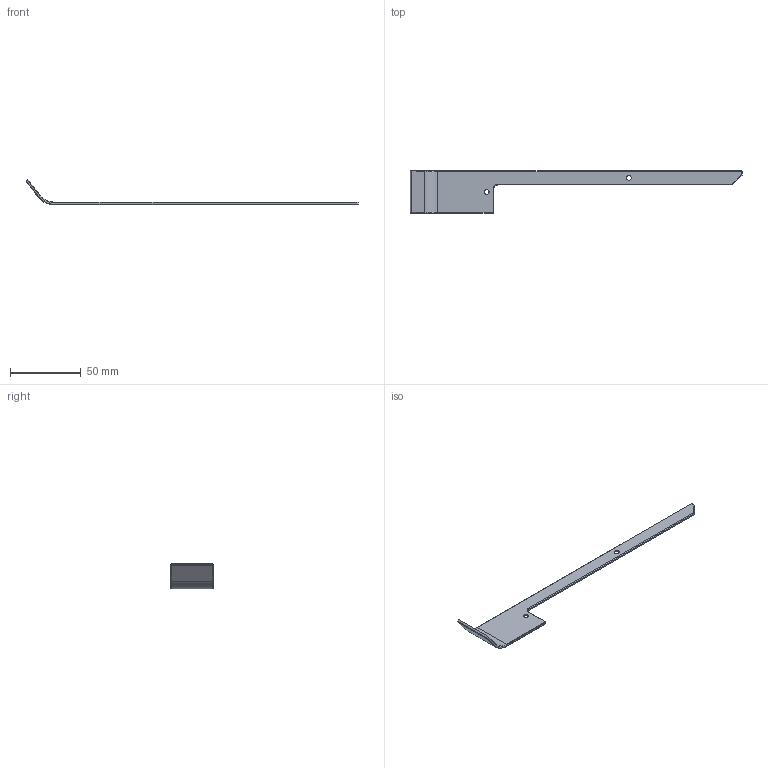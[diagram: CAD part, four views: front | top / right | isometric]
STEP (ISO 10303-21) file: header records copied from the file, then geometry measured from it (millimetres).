
FILE_DESCRIPTION (( 'STEP AP214' ), '1' );
FILE_NAME ('Guide 002.STEP', '2025-09-05T03:03:49', ( '' ), ( '' ), 'SwSTEP 2.0', 'SolidWorks 2015', '' );
FILE_SCHEMA (( 'AUTOMOTIVE_DESIGN' ));
Length unit declared in the file: millimetre
Products named in the file (2): Guide 002
Bounding box: 234.69 x 30 x 18.22 mm (x, y, z)
Volume: 7216.7 mm3; surface area: 8181.8 mm2
Topology: 1 solids, 1 shells, 53 faces, 119 edges, 68 vertices
Faces by surface type: plane 36, cone 10, cylinder 7
Entity records: 1834 total; most frequent: DIRECTION 253, CARTESIAN_POINT 242, ORIENTED_EDGE 238, EDGE_CURVE 119, VECTOR 95, LINE 95, AXIS2_PLACEMENT_3D 79, VERTEX_POINT 68
